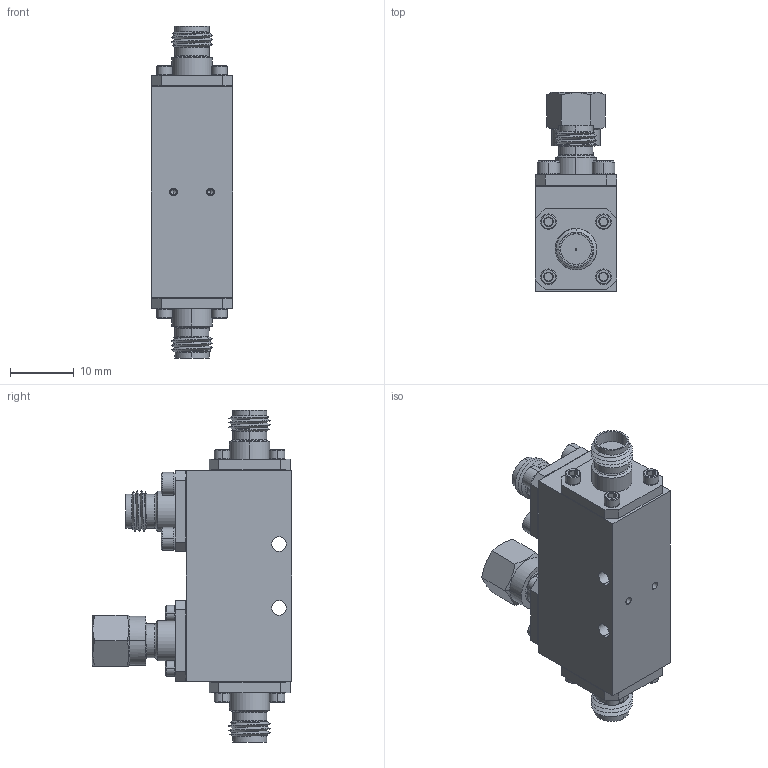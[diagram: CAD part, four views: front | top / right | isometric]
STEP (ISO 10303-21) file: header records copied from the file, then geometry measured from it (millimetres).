
FILE_DESCRIPTION (( 'STEP AP203' ), '1' );
FILE_NAME ('SCD-1036731008-VF-SA, SCD-1036732008-VF-SA.STEP', '2019-10-22T16:52:49', ( '' ), ( '' ), 'SwSTEP 2.0', 'SolidWorks 2016', '' );
FILE_SCHEMA (( 'CONFIG_CONTROL_DESIGN' ));
Length unit declared in the file: inch
Products named in the file (1): SCD-1036731008-VF-SA, SCD-1036732008-VF-SA
Bounding box: 12.7 x 31.26 x 52.05 mm (x, y, z)
Volume: 8892.5 mm3; surface area: 5993.6 mm2
Topology: 22 solids, 22 shells, 671 faces, 1404 edges, 832 vertices
Faces by surface type: plane 243, cone 216, cylinder 196, torus 8, bspline 8
Entity records: 22081 total; most frequent: CARTESIAN_POINT 7834, DIRECTION 3038, ORIENTED_EDGE 2800, EDGE_CURVE 1400, AXIS2_PLACEMENT_3D 1208, VERTEX_POINT 832, EDGE_LOOP 766, ADVANCED_FACE 671
